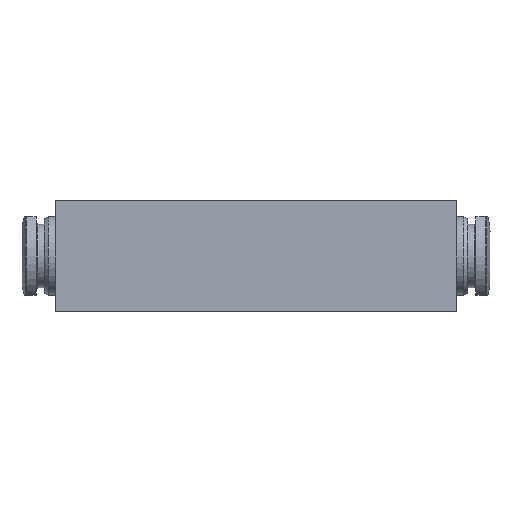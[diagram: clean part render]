
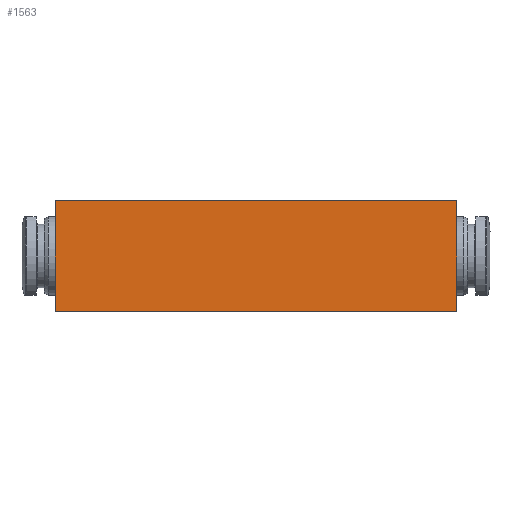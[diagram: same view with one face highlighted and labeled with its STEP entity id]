
A CAD part, front view. The second image highlights one B-rep face of the part: STEP entity #1563.
In plain terms, the highlighted planar face has unit normal (0, -1, 0).
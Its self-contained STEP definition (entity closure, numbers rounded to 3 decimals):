
#30=PLANE('',#1660);
#102=LINE('',#2125,#170);
#126=LINE('',#2202,#194);
#141=LINE('',#2311,#209);
#142=LINE('',#2312,#210);
#170=VECTOR('',#1779,1000.);
#194=VECTOR('',#1805,1000.);
#209=VECTOR('',#1878,1000.);
#210=VECTOR('',#1879,1000.);
#341=ORIENTED_EDGE('',*,*,#607,.T.);
#342=ORIENTED_EDGE('',*,*,#566,.F.);
#343=ORIENTED_EDGE('',*,*,#608,.F.);
#344=ORIENTED_EDGE('',*,*,#540,.T.);
#540=EDGE_CURVE('',#685,#684,#102,.T.);
#566=EDGE_CURVE('',#710,#711,#126,.T.);
#607=EDGE_CURVE('',#684,#711,#141,.T.);
#608=EDGE_CURVE('',#685,#710,#142,.T.);
#684=VERTEX_POINT('',#2124);
#685=VERTEX_POINT('',#2126);
#710=VERTEX_POINT('',#2201);
#711=VERTEX_POINT('',#2203);
#848=EDGE_LOOP('',(#341,#342,#343,#344));
#950=FACE_BOUND('',#848,.T.);
#1563=ADVANCED_FACE('',(#950),#30,.F.);
#1660=AXIS2_PLACEMENT_3D('',#2310,#1876,#1877);
#1779=DIRECTION('',(-1.,0.,0.));
#1805=DIRECTION('',(-1.,0.,0.));
#1876=DIRECTION('',(0.,1.,0.));
#1877=DIRECTION('',(0.,0.,1.));
#1878=DIRECTION('',(0.,0.,-1.));
#1879=DIRECTION('',(0.,0.,-1.));
#2124=CARTESIAN_POINT('',(-25.5,0.,7.));
#2125=CARTESIAN_POINT('',(25.5,0.,7.));
#2126=CARTESIAN_POINT('',(25.5,0.,7.));
#2201=CARTESIAN_POINT('',(25.5,0.,-7.));
#2202=CARTESIAN_POINT('',(25.5,0.,-7.));
#2203=CARTESIAN_POINT('',(-25.5,0.,-7.));
#2310=CARTESIAN_POINT('',(25.5,0.,7.));
#2311=CARTESIAN_POINT('',(-25.5,0.,7.));
#2312=CARTESIAN_POINT('',(25.5,0.,7.));
